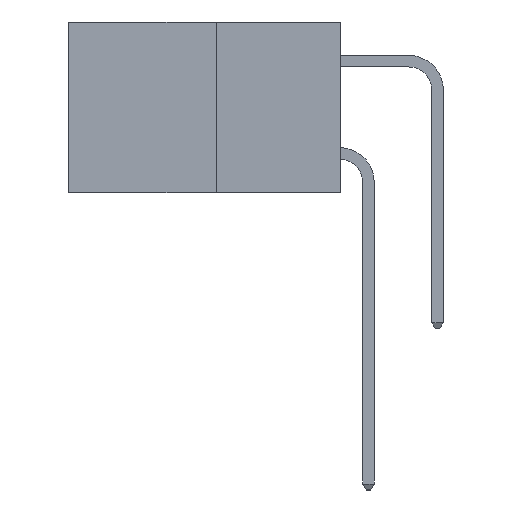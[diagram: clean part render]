
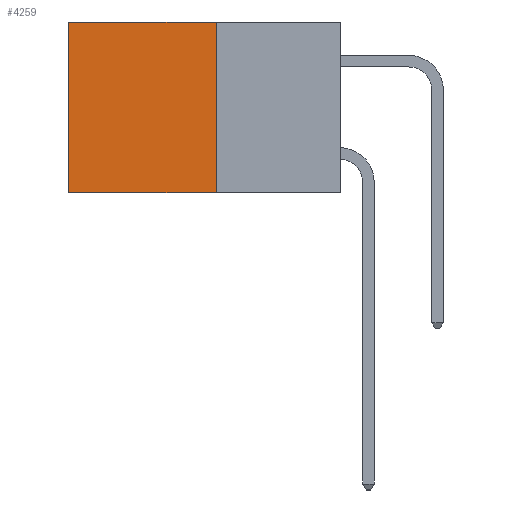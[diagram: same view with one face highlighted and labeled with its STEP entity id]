
A CAD part, left-side view. The second image highlights one B-rep face of the part: STEP entity #4259.
In plain terms, the highlighted planar face has unit normal (-1, 0, 0).
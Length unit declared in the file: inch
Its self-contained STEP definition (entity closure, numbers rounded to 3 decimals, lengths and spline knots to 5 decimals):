
#1227 = FACE_OUTER_BOUND ( 'NONE', #6679, .T. ) ;
#1636 = EDGE_CURVE ( 'NONE', #9304, #15879, #12959, .T. ) ;
#2451 = VECTOR ( 'NONE', #6601, 39.37008 ) ;
#3516 = EDGE_CURVE ( 'NONE', #9304, #6170, #7890, .T. ) ;
#3692 = VECTOR ( 'NONE', #8770, 39.37008 ) ;
#4259 = ADVANCED_FACE ( 'NONE', ( #1227 ), #12106, .F. ) ;
#4477 = VECTOR ( 'NONE', #8958, 39.37008 ) ;
#6064 = CARTESIAN_POINT ( 'NONE',  ( 0.277, 0.59, -0.37 ) ) ;
#6170 = VERTEX_POINT ( 'NONE', #16124 ) ;
#6319 = EDGE_CURVE ( 'NONE', #15879, #15492, #14745, .T. ) ;
#6601 = DIRECTION ( 'NONE',  ( 0., 1., 0. ) ) ;
#6679 = EDGE_LOOP ( 'NONE', ( #8085, #11776, #12534, #12731 ) ) ;
#7890 = LINE ( 'NONE', #8893, #3692 ) ;
#8085 = ORIENTED_EDGE ( 'NONE', *, *, #6319, .T. ) ;
#8236 = DIRECTION ( 'NONE',  ( 0., 1., 0. ) ) ;
#8699 = CARTESIAN_POINT ( 'NONE',  ( 0.277, 0.59, -0.37 ) ) ;
#8770 = DIRECTION ( 'NONE',  ( 0., 0., -1. ) ) ;
#8893 = CARTESIAN_POINT ( 'NONE',  ( 0.277, 0.27, -0.37 ) ) ;
#8958 = DIRECTION ( 'NONE',  ( 0., 0., -1. ) ) ;
#9304 = VERTEX_POINT ( 'NONE', #14039 ) ;
#9596 = LINE ( 'NONE', #11900, #12868 ) ;
#10399 = CARTESIAN_POINT ( 'NONE',  ( 0.277, 0.27, 0. ) ) ;
#11776 = ORIENTED_EDGE ( 'NONE', *, *, #13204, .F. ) ;
#11900 = CARTESIAN_POINT ( 'NONE',  ( 0.277, 0.27, -0.37 ) ) ;
#11998 = DIRECTION ( 'NONE',  ( 0., 0., -1. ) ) ;
#12069 = DIRECTION ( 'NONE',  ( 1., 0., 0. ) ) ;
#12106 = PLANE ( 'NONE',  #16533 ) ;
#12484 = CARTESIAN_POINT ( 'NONE',  ( 0.277, 0.27, -0.37 ) ) ;
#12534 = ORIENTED_EDGE ( 'NONE', *, *, #3516, .F. ) ;
#12731 = ORIENTED_EDGE ( 'NONE', *, *, #1636, .T. ) ;
#12868 = VECTOR ( 'NONE', #8236, 39.37008 ) ;
#12924 = CARTESIAN_POINT ( 'NONE',  ( 0.277, 0.59, 0. ) ) ;
#12959 = LINE ( 'NONE', #10399, #2451 ) ;
#13204 = EDGE_CURVE ( 'NONE', #6170, #15492, #9596, .T. ) ;
#14039 = CARTESIAN_POINT ( 'NONE',  ( 0.277, 0.27, 0. ) ) ;
#14745 = LINE ( 'NONE', #8699, #4477 ) ;
#15492 = VERTEX_POINT ( 'NONE', #6064 ) ;
#15879 = VERTEX_POINT ( 'NONE', #12924 ) ;
#16124 = CARTESIAN_POINT ( 'NONE',  ( 0.277, 0.27, -0.37 ) ) ;
#16533 = AXIS2_PLACEMENT_3D ( 'NONE', #12484, #12069, #11998 ) ;
